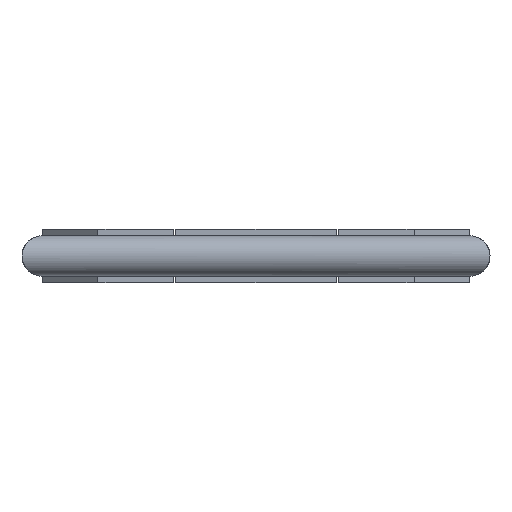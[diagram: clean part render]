
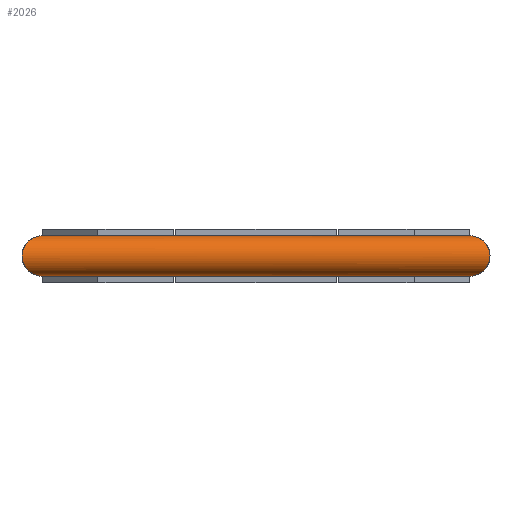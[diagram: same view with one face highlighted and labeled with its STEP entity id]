
A CAD part, left-side view. The second image highlights one B-rep face of the part: STEP entity #2026.
In plain terms, the highlighted cylindrical face has radius 30.15 mm (diameter 60.3 mm), a full revolution.
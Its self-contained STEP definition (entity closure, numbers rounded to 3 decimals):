
#630=FACE_BOUND('',#894,.T.);
#730=FACE_OUTER_BOUND('',#893,.T.);
#893=EDGE_LOOP('',(#1581));
#894=EDGE_LOOP('',(#1582));
#1071=ELLIPSE('',#2350,42.639,30.15);
#1073=ELLIPSE('',#2353,42.639,30.15);
#1123=VERTEX_POINT('',#4077);
#1125=VERTEX_POINT('',#4082);
#1303=EDGE_CURVE('',#1123,#1123,#1071,.T.);
#1305=EDGE_CURVE('',#1125,#1125,#1073,.T.);
#1581=ORIENTED_EDGE('',*,*,#1303,.T.);
#1582=ORIENTED_EDGE('',*,*,#1305,.T.);
#1972=CYLINDRICAL_SURFACE('',#2356,30.15);
#2026=ADVANCED_FACE('',(#730,#630),#1972,.T.);
#2350=AXIS2_PLACEMENT_3D('',#4078,#2676,#2677);
#2353=AXIS2_PLACEMENT_3D('',#4083,#2682,#2683);
#2356=AXIS2_PLACEMENT_3D('',#4087,#2688,#2689);
#2676=DIRECTION('center_axis',(0.,-0.707,-0.707));
#2677=DIRECTION('ref_axis',(0.,-0.707,0.707));
#2682=DIRECTION('center_axis',(0.,-0.707,
0.707));
#2683=DIRECTION('ref_axis',(0.,-0.707,-0.707));
#2688=DIRECTION('center_axis',(0.,0.,1.));
#2689=DIRECTION('ref_axis',(-1.,0.,0.));
#4077=CARTESIAN_POINT('',(0.,-30.15,669.85));
#4078=CARTESIAN_POINT('Origin',(0.,0.,639.7));
#4082=CARTESIAN_POINT('',(0.,-30.15,-30.15));
#4083=CARTESIAN_POINT('Origin',(0.,0.,0.));
#4087=CARTESIAN_POINT('Origin',(0.,0.,0.));
